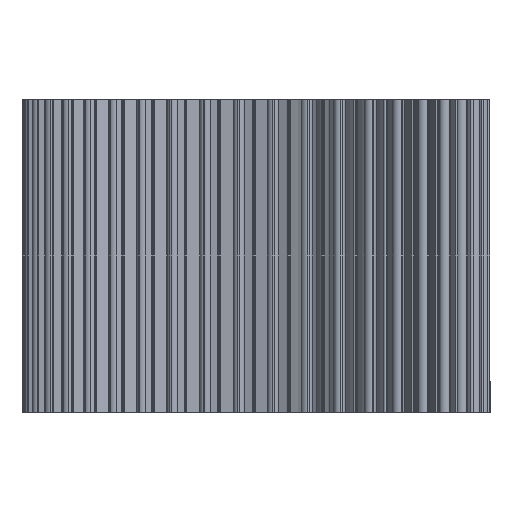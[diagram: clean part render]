
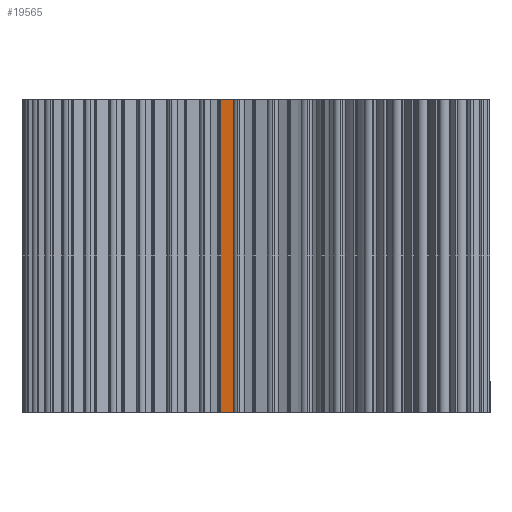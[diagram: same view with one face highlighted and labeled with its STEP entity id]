
A CAD part, front view. The second image highlights one B-rep face of the part: STEP entity #19565.
In plain terms, the highlighted cylindrical face has radius 25 mm (diameter 50 mm), a partial arc.
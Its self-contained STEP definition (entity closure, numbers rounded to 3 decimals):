
#1610 = CARTESIAN_POINT ( 'NONE',  ( -0.049, -20.877, 57.709 ) ) ;
#2493 = AXIS2_PLACEMENT_3D ( 'NONE', #21503, #19471, #11265 ) ;
#3763 = LINE ( 'NONE', #1610, #10412 ) ;
#3812 = EDGE_CURVE ( 'NONE', #10830, #10498, #15608, .T. ) ;
#4190 = AXIS2_PLACEMENT_3D ( 'NONE', #18117, #7362, #20010 ) ;
#4577 = CARTESIAN_POINT ( 'NONE',  ( -24.095, -14.039, 40. ) ) ;
#5654 = DIRECTION ( 'NONE',  ( 0., 0., -1. ) ) ;
#6368 = CARTESIAN_POINT ( 'NONE',  ( -0.049, -20.877, 0. ) ) ;
#6510 = LINE ( 'NONE', #18902, #10318 ) ;
#6548 = ORIENTED_EDGE ( 'NONE', *, *, #3812, .F. ) ;
#7362 = DIRECTION ( 'NONE',  ( 0., 0., -1. ) ) ;
#8444 = EDGE_CURVE ( 'NONE', #25129, #11173, #11126, .T. ) ;
#10188 = ORIENTED_EDGE ( 'NONE', *, *, #16339, .F. ) ;
#10318 = VECTOR ( 'NONE', #23352, 1000. ) ;
#10412 = VECTOR ( 'NONE', #5654, 1000. ) ;
#10498 = VERTEX_POINT ( 'NONE', #23406 ) ;
#10830 = VERTEX_POINT ( 'NONE', #15297 ) ;
#11126 = CIRCLE ( 'NONE', #2493, 25. ) ;
#11173 = VERTEX_POINT ( 'NONE', #6368 ) ;
#11265 = DIRECTION ( 'NONE',  ( -0.826, 0.563, 0. ) ) ;
#11727 = ORIENTED_EDGE ( 'NONE', *, *, #8444, .T. ) ;
#12805 = DIRECTION ( 'NONE',  ( 0., 0., 1. ) ) ;
#13701 = FACE_OUTER_BOUND ( 'NONE', #16306, .T. ) ;
#14760 = AXIS2_PLACEMENT_3D ( 'NONE', #4577, #12805, #19774 ) ;
#15297 = CARTESIAN_POINT ( 'NONE',  ( -4.495, -29.558, 40. ) ) ;
#15608 = CIRCLE ( 'NONE', #14760, 25. ) ;
#16306 = EDGE_LOOP ( 'NONE', ( #6548, #17998, #11727, #10188 ) ) ;
#16339 = EDGE_CURVE ( 'NONE', #10498, #11173, #3763, .T. ) ;
#16743 = CARTESIAN_POINT ( 'NONE',  ( -4.495, -29.558, 0. ) ) ;
#17998 = ORIENTED_EDGE ( 'NONE', *, *, #21495, .T. ) ;
#18117 = CARTESIAN_POINT ( 'NONE',  ( -24.095, -14.039, 57.709 ) ) ;
#18902 = CARTESIAN_POINT ( 'NONE',  ( -4.495, -29.558, 57.709 ) ) ;
#19471 = DIRECTION ( 'NONE',  ( 0., 0., 1. ) ) ;
#19565 = ADVANCED_FACE ( 'NONE', ( #13701 ), #22175, .T. ) ;
#19774 = DIRECTION ( 'NONE',  ( 1., 0., 0. ) ) ;
#20010 = DIRECTION ( 'NONE',  ( -1., 0., 0. ) ) ;
#21495 = EDGE_CURVE ( 'NONE', #10830, #25129, #6510, .T. ) ;
#21503 = CARTESIAN_POINT ( 'NONE',  ( -24.095, -14.039, 0. ) ) ;
#22175 = CYLINDRICAL_SURFACE ( 'NONE', #4190, 25. ) ;
#23352 = DIRECTION ( 'NONE',  ( 0., 0., -1. ) ) ;
#23406 = CARTESIAN_POINT ( 'NONE',  ( -0.049, -20.877, 40. ) ) ;
#25129 = VERTEX_POINT ( 'NONE', #16743 ) ;
